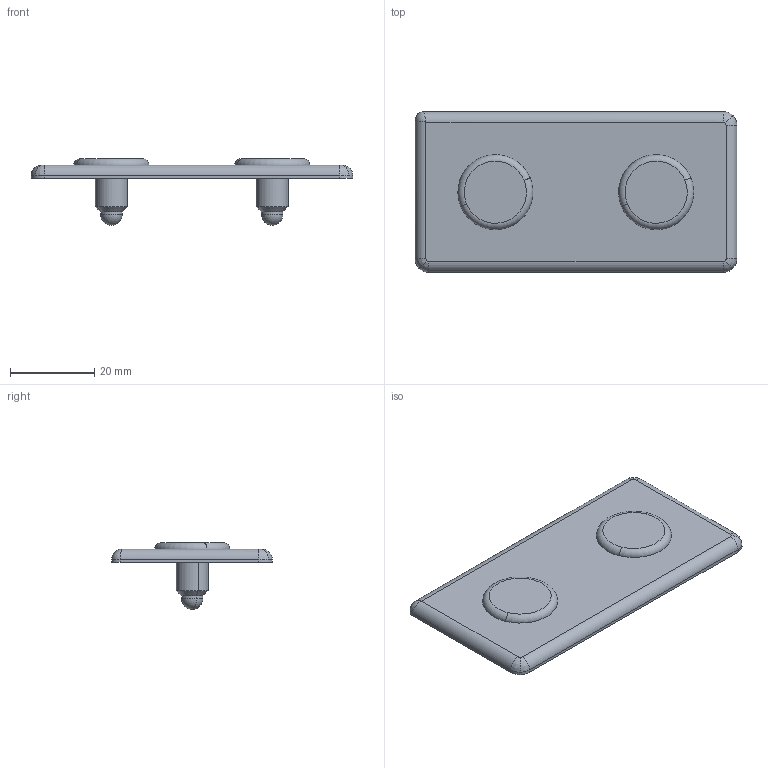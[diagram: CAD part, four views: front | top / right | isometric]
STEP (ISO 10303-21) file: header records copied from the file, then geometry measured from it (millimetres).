
FILE_DESCRIPTION (( 'STEP AP203' ), '1' );
FILE_NAME ('655035.SLDASM.step', '2003-10-13T11:33:49', ( 'Jerry Winters' ), ( 'GoEngineer' ), 'SwSTEP 2.0', 'SolidWorks 2003174', '' );
FILE_SCHEMA (( 'CONFIG_CONTROL_DESIGN' ));
Length unit declared in the file: inch
Products named in the file (3): 655035.SLDASM; 651090; TSLOT ENDCAPS_1530_655035
Assembly tree (3 placements, depth 2):
  655035.SLDASM
    TSLOT ENDCAPS_1530_655035
    651090  x2
Bounding box: 76.2 x 38.1 x 15.81 mm (x, y, z)
Volume: 10085 mm3; surface area: 7896.3 mm2
Topology: 3 solids, 3 shells, 55 faces, 125 edges, 75 vertices
Faces by surface type: cylinder 20, plane 12, cone 8, bspline 7, torus 4, sphere 4
Entity records: 4146 total; most frequent: CARTESIAN_POINT 2960, DIRECTION 186, ORIENTED_EDGE 176, EDGE_CURVE 88, AXIS2_PLACEMENT_3D 77, VERTEX_POINT 54, EDGE_LOOP 46, ADVANCED_FACE 40
